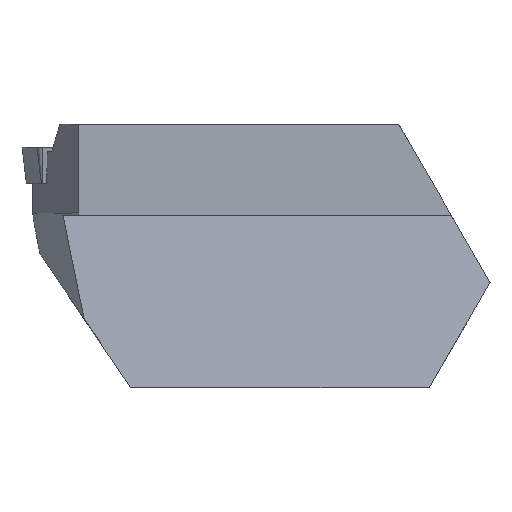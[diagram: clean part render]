
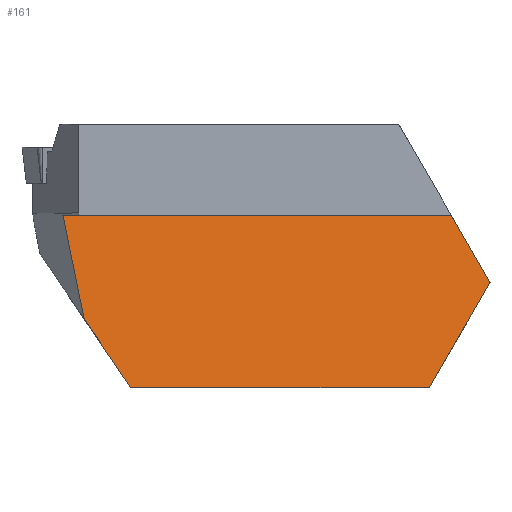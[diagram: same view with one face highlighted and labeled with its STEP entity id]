
A CAD part, top view. The second image highlights one B-rep face of the part: STEP entity #161.
In plain terms, the highlighted planar face has unit normal (0, 0.141, 0.99).
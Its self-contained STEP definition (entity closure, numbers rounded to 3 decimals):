
#161=ADVANCED_FACE('',(#229),#201,.F.);
#201=PLANE('',#867);
#229=FACE_OUTER_BOUND('',#259,.T.);
#259=EDGE_LOOP('',(#345,#346,#347,#348,#349,#350));
#345=ORIENTED_EDGE('',*,*,#593,.F.);
#346=ORIENTED_EDGE('',*,*,#594,.T.);
#347=ORIENTED_EDGE('',*,*,#595,.T.);
#348=ORIENTED_EDGE('',*,*,#596,.T.);
#349=ORIENTED_EDGE('',*,*,#597,.T.);
#350=ORIENTED_EDGE('',*,*,#598,.T.);
#521=VERTEX_POINT('',#1218);
#522=VERTEX_POINT('',#1219);
#523=VERTEX_POINT('',#1221);
#524=VERTEX_POINT('',#1223);
#525=VERTEX_POINT('',#1225);
#526=VERTEX_POINT('',#1227);
#593=EDGE_CURVE('',#521,#522,#682,.T.);
#594=EDGE_CURVE('',#521,#523,#683,.T.);
#595=EDGE_CURVE('',#523,#524,#684,.T.);
#596=EDGE_CURVE('',#524,#525,#685,.T.);
#597=EDGE_CURVE('',#525,#526,#686,.T.);
#598=EDGE_CURVE('',#526,#522,#687,.T.);
#682=LINE('',#1217,#753);
#683=LINE('',#1220,#754);
#684=LINE('',#1222,#755);
#685=LINE('',#1224,#756);
#686=LINE('',#1226,#757);
#687=LINE('',#1228,#758);
#753=VECTOR('',#984,1.);
#754=VECTOR('',#985,1.);
#755=VECTOR('',#986,1.);
#756=VECTOR('',#987,1.);
#757=VECTOR('',#988,1.);
#758=VECTOR('',#989,1.);
#867=AXIS2_PLACEMENT_3D('',#1229,#990,#991);
#984=DIRECTION('',(-0.555,0.823,-0.117));
#985=DIRECTION('',(1.,0.,0.));
#986=DIRECTION('',(0.496,0.86,-0.122));
#987=DIRECTION('',(-0.496,0.86,-0.122));
#988=DIRECTION('',(-1.,0.,0.));
#989=DIRECTION('',(0.198,-0.97,0.138));
#990=DIRECTION('',(0.,-0.141,-0.99));
#991=DIRECTION('',(0.,-0.99,0.141));
#1217=CARTESIAN_POINT('',(-50.075,-23.008,2.245));
#1218=CARTESIAN_POINT('',(-45.426,-29.9,3.224));
#1219=CARTESIAN_POINT('',(-51.539,-20.838,1.937));
#1220=CARTESIAN_POINT('',(-60.5,-29.9,3.224));
#1221=CARTESIAN_POINT('',(-6.037,-29.9,3.224));
#1222=CARTESIAN_POINT('',(-4.376,-27.022,2.815));
#1223=CARTESIAN_POINT('',(1.963,-16.044,1.256));
#1224=CARTESIAN_POINT('',(-7.39,0.157,-1.045));
#1225=CARTESIAN_POINT('',(-3.143,-7.2,0.));
#1226=CARTESIAN_POINT('',(-60.5,-7.2,0.));
#1227=CARTESIAN_POINT('',(-54.322,-7.2,0.));
#1228=CARTESIAN_POINT('',(-50.113,-27.822,2.929));
#1229=CARTESIAN_POINT('',(-60.5,-29.9,3.224));
